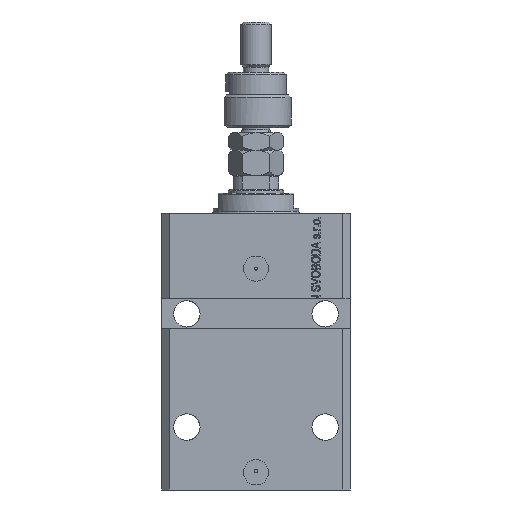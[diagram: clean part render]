
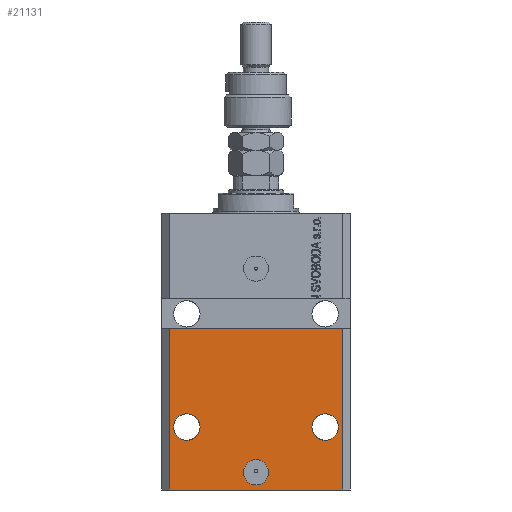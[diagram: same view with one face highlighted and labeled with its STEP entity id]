
A CAD part, front view. The second image highlights one B-rep face of the part: STEP entity #21131.
In plain terms, the highlighted planar face has unit normal (0, -1, 0).
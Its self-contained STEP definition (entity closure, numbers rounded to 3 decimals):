
#884 = CARTESIAN_POINT ( 'NONE',  ( 22.25, -27.5, -85. ) ) ;
#1404 = DIRECTION ( 'NONE',  ( 1., 0., 0. ) ) ;
#2281 = CARTESIAN_POINT ( 'NONE',  ( -37.5, -27.5, -46. ) ) ;
#3020 = ORIENTED_EDGE ( 'NONE', *, *, #4751, .T. ) ;
#4751 = EDGE_CURVE ( 'NONE', #44685, #13438, #30184, .T. ) ;
#5166 = CARTESIAN_POINT ( 'NONE',  ( 34.5, -27.5, -110. ) ) ;
#6059 = EDGE_CURVE ( 'NONE', #10327, #24235, #12336, .T. ) ;
#6215 = AXIS2_PLACEMENT_3D ( 'NONE', #10974, #36408, #33540 ) ;
#6296 = DIRECTION ( 'NONE',  ( 1., 0., 0. ) ) ;
#8520 = ORIENTED_EDGE ( 'NONE', *, *, #21616, .F. ) ;
#9286 = VERTEX_POINT ( 'NONE', #17881 ) ;
#9427 = CARTESIAN_POINT ( 'NONE',  ( -5., -27.5, -103. ) ) ;
#10327 = VERTEX_POINT ( 'NONE', #47390 ) ;
#10611 = CARTESIAN_POINT ( 'NONE',  ( 32.75, -27.5, -85. ) ) ;
#10974 = CARTESIAN_POINT ( 'NONE',  ( 27.5, -27.5, -85. ) ) ;
#11080 = EDGE_CURVE ( 'NONE', #31733, #22006, #19433, .T. ) ;
#11666 = VERTEX_POINT ( 'NONE', #884 ) ;
#11715 = VECTOR ( 'NONE', #35129, 1000. ) ;
#11993 = DIRECTION ( 'NONE',  ( 0., 0., 1. ) ) ;
#12167 = AXIS2_PLACEMENT_3D ( 'NONE', #12865, #23662, #27503 ) ;
#12336 = LINE ( 'NONE', #2281, #11715 ) ;
#12458 = CARTESIAN_POINT ( 'NONE',  ( 0., -27.5, -103. ) ) ;
#12865 = CARTESIAN_POINT ( 'NONE',  ( 27.5, -27.5, -85. ) ) ;
#12890 = CIRCLE ( 'NONE', #32807, 5. ) ;
#13009 = VECTOR ( 'NONE', #11993, 1000. ) ;
#13438 = VERTEX_POINT ( 'NONE', #5166 ) ;
#13866 = CIRCLE ( 'NONE', #6215, 5.25 ) ;
#15020 = ORIENTED_EDGE ( 'NONE', *, *, #24958, .F. ) ;
#15270 = ORIENTED_EDGE ( 'NONE', *, *, #28167, .F. ) ;
#16701 = CIRCLE ( 'NONE', #41976, 5.25 ) ;
#17870 = CARTESIAN_POINT ( 'NONE',  ( 5., -27.5, -103. ) ) ;
#17881 = CARTESIAN_POINT ( 'NONE',  ( -32.75, -27.5, -85. ) ) ;
#18183 = FACE_BOUND ( 'NONE', #21959, .T. ) ;
#18768 = CARTESIAN_POINT ( 'NONE',  ( 34.5, -27.5, -46. ) ) ;
#19095 = CIRCLE ( 'NONE', #12167, 5.25 ) ;
#19347 = VECTOR ( 'NONE', #1404, 1000. ) ;
#19433 = CIRCLE ( 'NONE', #27978, 5. ) ;
#20073 = EDGE_LOOP ( 'NONE', ( #8520, #43107 ) ) ;
#20081 = DIRECTION ( 'NONE',  ( 0., 0., 1. ) ) ;
#21131 = ADVANCED_FACE ( 'NONE', ( #18183, #28987, #21765, #25863 ), #36178, .T. ) ;
#21616 = EDGE_CURVE ( 'NONE', #23760, #9286, #16701, .T. ) ;
#21765 = FACE_BOUND ( 'NONE', #20073, .T. ) ;
#21959 = EDGE_LOOP ( 'NONE', ( #15020, #43584 ) ) ;
#22006 = VERTEX_POINT ( 'NONE', #17870 ) ;
#22032 = AXIS2_PLACEMENT_3D ( 'NONE', #36658, #33066, #29706 ) ;
#23073 = DIRECTION ( 'NONE',  ( -1., 0., 0. ) ) ;
#23662 = DIRECTION ( 'NONE',  ( 0., -1., 0. ) ) ;
#23760 = VERTEX_POINT ( 'NONE', #45302 ) ;
#24235 = VERTEX_POINT ( 'NONE', #18768 ) ;
#24958 = EDGE_CURVE ( 'NONE', #22006, #31733, #12890, .T. ) ;
#25137 = DIRECTION ( 'NONE',  ( -1., 0., 0. ) ) ;
#25818 = ORIENTED_EDGE ( 'NONE', *, *, #6059, .F. ) ;
#25863 = FACE_OUTER_BOUND ( 'NONE', #35664, .T. ) ;
#26792 = ORIENTED_EDGE ( 'NONE', *, *, #27242, .T. ) ;
#27242 = EDGE_CURVE ( 'NONE', #13438, #24235, #35445, .T. ) ;
#27503 = DIRECTION ( 'NONE',  ( 1., 0., 0. ) ) ;
#27978 = AXIS2_PLACEMENT_3D ( 'NONE', #12458, #31660, #46271 ) ;
#28167 = EDGE_CURVE ( 'NONE', #33428, #11666, #19095, .T. ) ;
#28838 = CIRCLE ( 'NONE', #32677, 5.25 ) ;
#28987 = FACE_BOUND ( 'NONE', #35446, .T. ) ;
#29706 = DIRECTION ( 'NONE',  ( 0., 0., -1. ) ) ;
#30184 = LINE ( 'NONE', #33797, #19347 ) ;
#30983 = CARTESIAN_POINT ( 'NONE',  ( 0., -27.5, -103. ) ) ;
#31660 = DIRECTION ( 'NONE',  ( 0., -1., 0. ) ) ;
#31733 = VERTEX_POINT ( 'NONE', #9427 ) ;
#32677 = AXIS2_PLACEMENT_3D ( 'NONE', #35462, #39537, #25137 ) ;
#32807 = AXIS2_PLACEMENT_3D ( 'NONE', #30983, #38678, #6296 ) ;
#33066 = DIRECTION ( 'NONE',  ( 0., -1., 0. ) ) ;
#33428 = VERTEX_POINT ( 'NONE', #10611 ) ;
#33540 = DIRECTION ( 'NONE',  ( 1., 0., 0. ) ) ;
#33581 = EDGE_CURVE ( 'NONE', #9286, #23760, #28838, .T. ) ;
#33797 = CARTESIAN_POINT ( 'NONE',  ( -34.5, -27.5, -110. ) ) ;
#34494 = CARTESIAN_POINT ( 'NONE',  ( 34.5, -27.5, -110. ) ) ;
#34823 = DIRECTION ( 'NONE',  ( 0., -1., 0. ) ) ;
#35129 = DIRECTION ( 'NONE',  ( 1., 0., 0. ) ) ;
#35445 = LINE ( 'NONE', #34494, #44362 ) ;
#35446 = EDGE_LOOP ( 'NONE', ( #15270, #37713 ) ) ;
#35462 = CARTESIAN_POINT ( 'NONE',  ( -27.5, -27.5, -85. ) ) ;
#35664 = EDGE_LOOP ( 'NONE', ( #25818, #38551, #3020, #26792 ) ) ;
#36178 = PLANE ( 'NONE',  #22032 ) ;
#36408 = DIRECTION ( 'NONE',  ( 0., -1., 0. ) ) ;
#36658 = CARTESIAN_POINT ( 'NONE',  ( -34.5, -27.5, -110. ) ) ;
#37713 = ORIENTED_EDGE ( 'NONE', *, *, #46777, .F. ) ;
#38148 = LINE ( 'NONE', #42226, #13009 ) ;
#38551 = ORIENTED_EDGE ( 'NONE', *, *, #44506, .F. ) ;
#38678 = DIRECTION ( 'NONE',  ( 0., -1., 0. ) ) ;
#39537 = DIRECTION ( 'NONE',  ( 0., -1., 0. ) ) ;
#41976 = AXIS2_PLACEMENT_3D ( 'NONE', #44439, #34823, #23073 ) ;
#42226 = CARTESIAN_POINT ( 'NONE',  ( -34.5, -27.5, -110. ) ) ;
#43107 = ORIENTED_EDGE ( 'NONE', *, *, #33581, .F. ) ;
#43584 = ORIENTED_EDGE ( 'NONE', *, *, #11080, .F. ) ;
#43863 = CARTESIAN_POINT ( 'NONE',  ( -34.5, -27.5, -110. ) ) ;
#44362 = VECTOR ( 'NONE', #20081, 1000. ) ;
#44439 = CARTESIAN_POINT ( 'NONE',  ( -27.5, -27.5, -85. ) ) ;
#44506 = EDGE_CURVE ( 'NONE', #44685, #10327, #38148, .T. ) ;
#44685 = VERTEX_POINT ( 'NONE', #43863 ) ;
#45302 = CARTESIAN_POINT ( 'NONE',  ( -22.25, -27.5, -85. ) ) ;
#46271 = DIRECTION ( 'NONE',  ( 1., 0., 0. ) ) ;
#46777 = EDGE_CURVE ( 'NONE', #11666, #33428, #13866, .T. ) ;
#47390 = CARTESIAN_POINT ( 'NONE',  ( -34.5, -27.5, -46. ) ) ;
